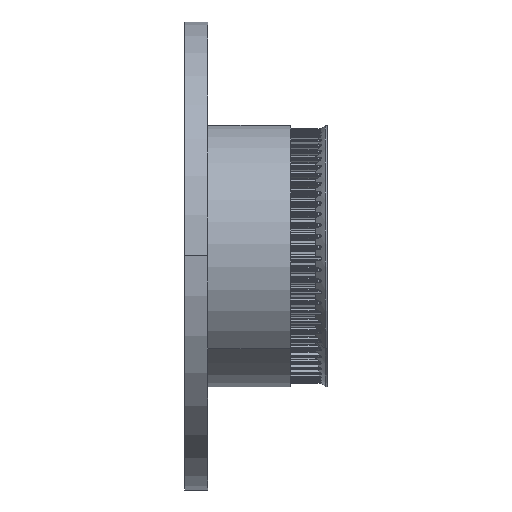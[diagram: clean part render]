
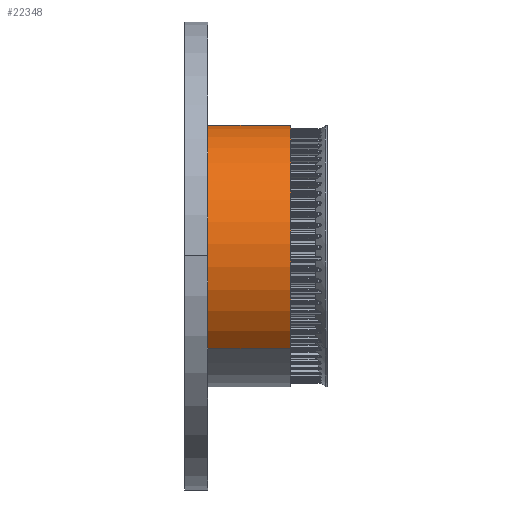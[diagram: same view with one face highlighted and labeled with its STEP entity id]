
A CAD part, top view. The second image highlights one B-rep face of the part: STEP entity #22348.
In plain terms, the highlighted cylindrical face has radius 57 mm (diameter 114 mm), a partial arc.
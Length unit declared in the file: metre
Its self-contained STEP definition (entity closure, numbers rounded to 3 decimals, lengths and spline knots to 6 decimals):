
#640 = EDGE_LOOP ( 'NONE', ( #16609, #22633, #9716, #33496 ) ) ;
#1302 = DIRECTION ( 'NONE',  ( 1., 0., 0. ) ) ;
#3191 = VERTEX_POINT ( 'NONE', #7258 ) ;
#3315 = CARTESIAN_POINT ( 'NONE',  ( -0.104016, -0.055305, 0.039221 ) ) ;
#3524 = DIRECTION ( 'NONE',  ( 0., 0.707, -0.707 ) ) ;
#5190 = DIRECTION ( 'NONE',  ( 0., 0., -1. ) ) ;
#5277 = CARTESIAN_POINT ( 'NONE',  ( -0.109016, -0.055305, 0.039221 ) ) ;
#6157 = CIRCLE ( 'NONE', #31807, 0.057 ) ;
#6372 = DIRECTION ( 'NONE',  ( -1., 0., 0. ) ) ;
#7013 = AXIS2_PLACEMENT_3D ( 'NONE', #17422, #6372, #3524 ) ;
#7053 = VERTEX_POINT ( 'NONE', #22157 ) ;
#7258 = CARTESIAN_POINT ( 'NONE',  ( -0.104016, 0.025305, -0.041389 ) ) ;
#7616 = EDGE_CURVE ( 'NONE', #7053, #17281, #22398, .T. ) ;
#9372 = LINE ( 'NONE', #28813, #26927 ) ;
#9680 = CYLINDRICAL_SURFACE ( 'NONE', #34879, 0.057 ) ;
#9716 = ORIENTED_EDGE ( 'NONE', *, *, #33693, .T. ) ;
#9974 = EDGE_CURVE ( 'NONE', #24915, #3191, #9372, .T. ) ;
#10043 = CARTESIAN_POINT ( 'NONE',  ( -0.109016, -0.015, -0.001084 ) ) ;
#11158 = DIRECTION ( 'NONE',  ( 1., 0., 0. ) ) ;
#16139 = CARTESIAN_POINT ( 'NONE',  ( -0.140016, 0.025305, -0.041389 ) ) ;
#16609 = ORIENTED_EDGE ( 'NONE', *, *, #28144, .T. ) ;
#17281 = VERTEX_POINT ( 'NONE', #3315 ) ;
#17422 = CARTESIAN_POINT ( 'NONE',  ( -0.104016, -0.015, -0.001084 ) ) ;
#21437 = DIRECTION ( 'NONE',  ( 1., 0., 0. ) ) ;
#22157 = CARTESIAN_POINT ( 'NONE',  ( -0.140016, -0.055305, 0.039221 ) ) ;
#22348 = ADVANCED_FACE ( 'NONE', ( #23598 ), #9680, .T. ) ;
#22398 = LINE ( 'NONE', #5277, #31671 ) ;
#22633 = ORIENTED_EDGE ( 'NONE', *, *, #7616, .T. ) ;
#23416 = DIRECTION ( 'NONE',  ( 0., 0.707, -0.707 ) ) ;
#23598 = FACE_OUTER_BOUND ( 'NONE', #640, .T. ) ;
#24915 = VERTEX_POINT ( 'NONE', #16139 ) ;
#26782 = CARTESIAN_POINT ( 'NONE',  ( -0.140016, -0.015, -0.001084 ) ) ;
#26927 = VECTOR ( 'NONE', #34341, 1. ) ;
#28085 = CIRCLE ( 'NONE', #7013, 0.057 ) ;
#28144 = EDGE_CURVE ( 'NONE', #24915, #7053, #6157, .T. ) ;
#28813 = CARTESIAN_POINT ( 'NONE',  ( -0.109016, 0.025305, -0.041389 ) ) ;
#31671 = VECTOR ( 'NONE', #11158, 1. ) ;
#31807 = AXIS2_PLACEMENT_3D ( 'NONE', #26782, #21437, #5190 ) ;
#33496 = ORIENTED_EDGE ( 'NONE', *, *, #9974, .F. ) ;
#33693 = EDGE_CURVE ( 'NONE', #17281, #3191, #28085, .T. ) ;
#34341 = DIRECTION ( 'NONE',  ( 1., 0., 0. ) ) ;
#34879 = AXIS2_PLACEMENT_3D ( 'NONE', #10043, #1302, #23416 ) ;
